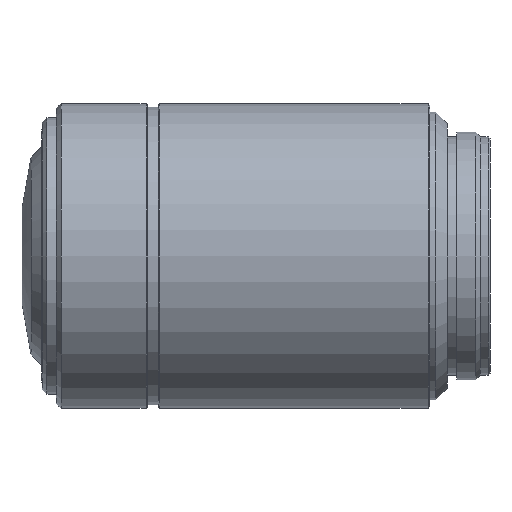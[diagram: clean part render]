
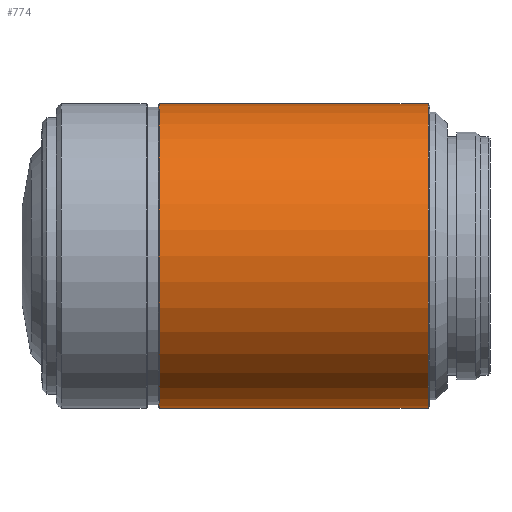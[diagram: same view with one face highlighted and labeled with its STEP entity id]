
A CAD part, front view. The second image highlights one B-rep face of the part: STEP entity #774.
In plain terms, the highlighted cylindrical face has radius 16 mm (diameter 32 mm), a partial arc.
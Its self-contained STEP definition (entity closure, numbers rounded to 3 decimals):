
#27 = CARTESIAN_POINT ( 'NONE',  ( 28.873, 0., 0. ) ) ;
#83 = LINE ( 'NONE', #583, #866 ) ;
#102 = CARTESIAN_POINT ( 'NONE',  ( 42.973, -16., 0. ) ) ;
#168 = EDGE_CURVE ( 'NONE', #1277, #1453, #83, .T. ) ;
#226 = EDGE_LOOP ( 'NONE', ( #393, #570, #949, #1210 ) ) ;
#227 = EDGE_CURVE ( 'NONE', #1031, #1277, #814, .T. ) ;
#242 = CARTESIAN_POINT ( 'NONE',  ( 42.973, 0., 0. ) ) ;
#355 = CIRCLE ( 'NONE', #1140, 16. ) ;
#378 = CARTESIAN_POINT ( 'NONE',  ( 14.773, 16., 0. ) ) ;
#384 = DIRECTION ( 'NONE',  ( 0., -1., 0. ) ) ;
#391 = DIRECTION ( 'NONE',  ( 1., 0., 0. ) ) ;
#393 = ORIENTED_EDGE ( 'NONE', *, *, #518, .F. ) ;
#457 = DIRECTION ( 'NONE',  ( 1., 0., 0. ) ) ;
#497 = DIRECTION ( 'NONE',  ( 1., 0., 0. ) ) ;
#518 = EDGE_CURVE ( 'NONE', #992, #1453, #355, .T. ) ;
#570 = ORIENTED_EDGE ( 'NONE', *, *, #842, .F. ) ;
#583 = CARTESIAN_POINT ( 'NONE',  ( 28.873, 16., 0. ) ) ;
#608 = FACE_OUTER_BOUND ( 'NONE', #226, .T. ) ;
#664 = AXIS2_PLACEMENT_3D ( 'NONE', #27, #497, #384 ) ;
#774 = ADVANCED_FACE ( 'NONE', ( #608 ), #1106, .T. ) ;
#786 = DIRECTION ( 'NONE',  ( 0., 1., 0. ) ) ;
#814 = CIRCLE ( 'NONE', #961, 16. ) ;
#822 = DIRECTION ( 'NONE',  ( 0., 1., 0. ) ) ;
#842 = EDGE_CURVE ( 'NONE', #1031, #992, #900, .T. ) ;
#866 = VECTOR ( 'NONE', #1066, 1000. ) ;
#900 = LINE ( 'NONE', #929, #1524 ) ;
#929 = CARTESIAN_POINT ( 'NONE',  ( 28.873, -16., 0. ) ) ;
#949 = ORIENTED_EDGE ( 'NONE', *, *, #227, .T. ) ;
#961 = AXIS2_PLACEMENT_3D ( 'NONE', #1002, #391, #786 ) ;
#973 = CARTESIAN_POINT ( 'NONE',  ( 42.973, 16., 0. ) ) ;
#992 = VERTEX_POINT ( 'NONE', #102 ) ;
#1002 = CARTESIAN_POINT ( 'NONE',  ( 14.773, 0., 0. ) ) ;
#1031 = VERTEX_POINT ( 'NONE', #1083 ) ;
#1066 = DIRECTION ( 'NONE',  ( 1., 0., 0. ) ) ;
#1083 = CARTESIAN_POINT ( 'NONE',  ( 14.773, -16., 0. ) ) ;
#1106 = CYLINDRICAL_SURFACE ( 'NONE', #664, 16. ) ;
#1140 = AXIS2_PLACEMENT_3D ( 'NONE', #242, #457, #822 ) ;
#1210 = ORIENTED_EDGE ( 'NONE', *, *, #168, .T. ) ;
#1277 = VERTEX_POINT ( 'NONE', #378 ) ;
#1384 = DIRECTION ( 'NONE',  ( 1., 0., 0. ) ) ;
#1453 = VERTEX_POINT ( 'NONE', #973 ) ;
#1524 = VECTOR ( 'NONE', #1384, 1000. ) ;
